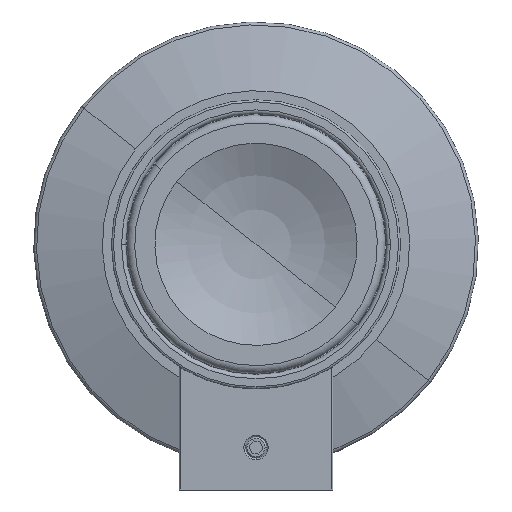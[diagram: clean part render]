
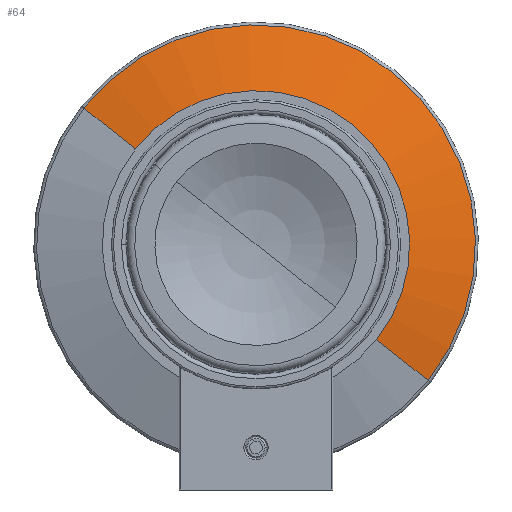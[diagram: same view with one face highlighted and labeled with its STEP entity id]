
A CAD part, front view. The second image highlights one B-rep face of the part: STEP entity #64.
In plain terms, the highlighted conical face has half-angle 73.61 degrees and reference radius 55 mm.
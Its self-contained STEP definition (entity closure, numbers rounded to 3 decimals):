
#27 = EDGE_LOOP ( 'NONE', ( #67, #66, #28, #29 ) ) ;
#28 = ORIENTED_EDGE ( 'NONE', *, *, #46, .T. ) ;
#29 = ORIENTED_EDGE ( 'NONE', *, *, #47, .F. ) ;
#43 = VERTEX_POINT ( 'NONE', #10298 ) ;
#46 = EDGE_CURVE ( 'NONE', #43, #57, #10263, .T. ) ;
#47 = EDGE_CURVE ( 'NONE', #62, #57, #10235, .T. ) ;
#57 = VERTEX_POINT ( 'NONE', #10275 ) ;
#62 = VERTEX_POINT ( 'NONE', #7999 ) ;
#63 = EDGE_CURVE ( 'NONE', #62, #65, #8028, .T. ) ;
#64 = ADVANCED_FACE ( 'NONE', ( #8066 ), #8067, .T. ) ;
#65 = VERTEX_POINT ( 'NONE', #8020 ) ;
#66 = ORIENTED_EDGE ( 'NONE', *, *, #68, .T. ) ;
#67 = ORIENTED_EDGE ( 'NONE', *, *, #63, .T. ) ;
#68 = EDGE_CURVE ( 'NONE', #65, #43, #8029, .T. ) ;
#7999 = CARTESIAN_POINT ( 'NONE',  ( -25.807, 7.791, 85.759 ) ) ;
#8017 = DIRECTION ( 'NONE',  ( 0.752, 0.282, -0.595 ) ) ;
#8018 = VECTOR ( 'NONE', #8017, 1000. ) ;
#8019 = CARTESIAN_POINT ( 'NONE',  ( 47.126, 12.791, 28.056 ) ) ;
#8020 = CARTESIAN_POINT ( 'NONE',  ( 33.794, 7.791, 38.604 ) ) ;
#8021 = DIRECTION ( 'NONE',  ( -0.784, 0., 0.62 ) ) ;
#8022 = DIRECTION ( 'NONE',  ( 0., 1., 0. ) ) ;
#8023 = CARTESIAN_POINT ( 'NONE',  ( 3.994, 12.791, 62.181 ) ) ;
#8024 = DIRECTION ( 'NONE',  ( -0.784, 0., 0.62 ) ) ;
#8025 = DIRECTION ( 'NONE',  ( 0., 1., 0. ) ) ;
#8026 = CARTESIAN_POINT ( 'NONE',  ( 3.994, 7.791, 62.181 ) ) ;
#8027 = AXIS2_PLACEMENT_3D ( 'NONE', #8026, #8025, #8024 ) ;
#8028 = CIRCLE ( 'NONE', #8027, 38. ) ;
#8029 = LINE ( 'NONE', #8019, #8018 ) ;
#8065 = AXIS2_PLACEMENT_3D ( 'NONE', #8023, #8022, #8021 ) ;
#8066 = FACE_OUTER_BOUND ( 'NONE', #27, .T. ) ;
#8067 = CONICAL_SURFACE ( 'NONE', #8065, 55., 1.285 ) ;
#10233 = DIRECTION ( 'NONE',  ( -0.752, 0.282, 0.595 ) ) ;
#10234 = VECTOR ( 'NONE', #10233, 1000. ) ;
#10235 = LINE ( 'NONE', #10240, #10234 ) ;
#10237 = DIRECTION ( 'NONE',  ( 0.784, 0., -0.62 ) ) ;
#10238 = DIRECTION ( 'NONE',  ( 0., -1., 0. ) ) ;
#10239 = AXIS2_PLACEMENT_3D ( 'NONE', #10261, #10238, #10237 ) ;
#10240 = CARTESIAN_POINT ( 'NONE',  ( -39.139, 12.791, 96.307 ) ) ;
#10261 = CARTESIAN_POINT ( 'NONE',  ( 3.994, 12.58, 62.181 ) ) ;
#10263 = CIRCLE ( 'NONE', #10239, 54.282 ) ;
#10275 = CARTESIAN_POINT ( 'NONE',  ( -38.577, 12.58, 95.862 ) ) ;
#10298 = CARTESIAN_POINT ( 'NONE',  ( 46.564, 12.58, 28.501 ) ) ;
